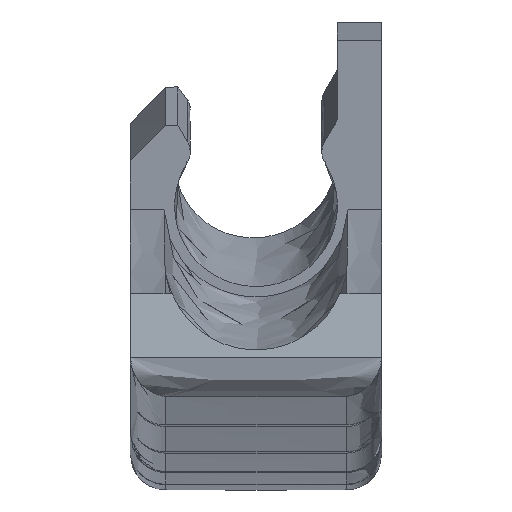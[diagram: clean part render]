
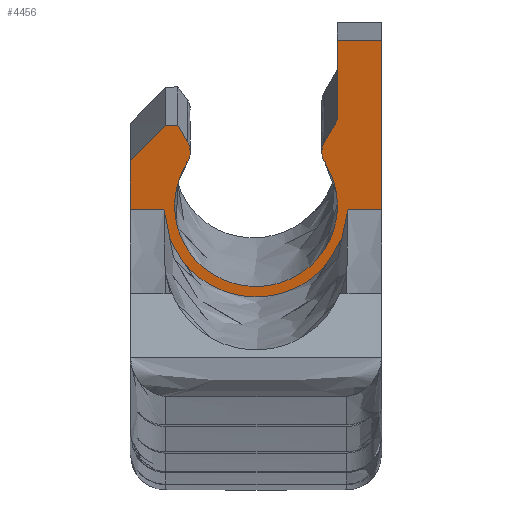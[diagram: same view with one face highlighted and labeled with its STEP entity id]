
A CAD part, top view. The second image highlights one B-rep face of the part: STEP entity #4456.
In plain terms, the highlighted free-form (B-spline) face has degree [1, 1] with [2, 2] control points.
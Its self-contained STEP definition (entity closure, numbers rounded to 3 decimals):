
#2812 = VERTEX_POINT('',#2813);
#2813 = CARTESIAN_POINT('',(-3.,72.517,
    -45.553));
#2901 = EDGE_CURVE('',#2812,#2902,#2904,.T.);
#2902 = VERTEX_POINT('',#2903);
#2903 = CARTESIAN_POINT('',(-4.4,72.517,
    -45.553));
#2904 = B_SPLINE_CURVE_WITH_KNOTS('',1,(#2905,#2906),.UNSPECIFIED.,.F.,
  .F.,(2,2),(-9.017,-7.808),.PIECEWISE_BEZIER_KNOTS.);
#2905 = CARTESIAN_POINT('',(-3.,72.517,
    -45.553));
#2906 = CARTESIAN_POINT('',(-4.4,72.517,
    -45.553));
#3208 = VERTEX_POINT('',#3209);
#3209 = CARTESIAN_POINT('',(-13.444,72.517,
    -45.553));
#3267 = VERTEX_POINT('',#3268);
#3268 = CARTESIAN_POINT('',(-12.043,72.517,
    -45.553));
#3275 = EDGE_CURVE('',#3267,#3208,#3276,.T.);
#3276 = B_SPLINE_CURVE_WITH_KNOTS('',1,(#3277,#3278),.UNSPECIFIED.,.F.,
  .F.,(2,2),(-1.209,0.),.PIECEWISE_BEZIER_KNOTS.);
#3277 = CARTESIAN_POINT('',(-12.043,72.517,
    -45.553));
#3278 = CARTESIAN_POINT('',(-13.444,72.517,
    -45.553));
#3544 = EDGE_CURVE('',#2902,#3267,#3545,.T.);
#3545 = ( BOUNDED_CURVE() B_SPLINE_CURVE(2,(#3546,#3547,#3548,#3549,
#3550),.UNSPECIFIED.,.F.,.F.) B_SPLINE_CURVE_WITH_KNOTS((3,2,3),(
    1.609,3.142,4.674),
.PIECEWISE_BEZIER_KNOTS.) CURVE() GEOMETRIC_REPRESENTATION_ITEM() 
RATIONAL_B_SPLINE_CURVE((1.,0.721,1.,0.721,1.)) 
REPRESENTATION_ITEM('') );
#3546 = CARTESIAN_POINT('',(-4.4,72.517,
    -45.553));
#3547 = CARTESIAN_POINT('',(-4.541,68.888,
    -46.149));
#3548 = CARTESIAN_POINT('',(-8.222,68.888,
    -46.149));
#3549 = CARTESIAN_POINT('',(-11.902,68.888,
    -46.149));
#3550 = CARTESIAN_POINT('',(-12.043,72.517,
    -45.553));
#4036 = EDGE_CURVE('',#4037,#4039,#4041,.T.);
#4037 = VERTEX_POINT('',#4038);
#4038 = CARTESIAN_POINT('',(-11.074,75.33,
    -45.09));
#4039 = VERTEX_POINT('',#4040);
#4040 = CARTESIAN_POINT('',(-11.09,74.433,
    -45.238));
#4041 = ( BOUNDED_CURVE() B_SPLINE_CURVE(2,(#4042,#4043,#4044),
.UNSPECIFIED.,.F.,.F.) B_SPLINE_CURVE_WITH_KNOTS((3,3),(4.189,
5.271),.PIECEWISE_BEZIER_KNOTS.) CURVE() 
GEOMETRIC_REPRESENTATION_ITEM() RATIONAL_B_SPLINE_CURVE((1.,
0.857,1.)) REPRESENTATION_ITEM('') );
#4042 = CARTESIAN_POINT('',(-11.074,75.33,
    -45.09));
#4043 = CARTESIAN_POINT('',(-10.808,74.877,
    -45.165));
#4044 = CARTESIAN_POINT('',(-11.09,74.433,
    -45.238));
#4138 = VERTEX_POINT('',#4139);
#4139 = CARTESIAN_POINT('',(-5.353,74.433,
    -45.238));
#4145 = EDGE_CURVE('',#4138,#4039,#4146,.T.);
#4146 = ( BOUNDED_CURVE() B_SPLINE_CURVE(2,(#4147,#4148,#4149,#4150,
#4151),.UNSPECIFIED.,.F.,.F.) B_SPLINE_CURVE_WITH_KNOTS((3,2,3),(
    1.012,3.142,5.271),
.PIECEWISE_BEZIER_KNOTS.) CURVE() GEOMETRIC_REPRESENTATION_ITEM() 
RATIONAL_B_SPLINE_CURVE((1.,0.485,1.,0.485,1.)) 
REPRESENTATION_ITEM('') );
#4147 = CARTESIAN_POINT('',(-5.353,74.433,
    -45.238));
#4148 = CARTESIAN_POINT('',(-2.114,69.323,
    -46.077));
#4149 = CARTESIAN_POINT('',(-8.222,69.323,
    -46.077));
#4150 = CARTESIAN_POINT('',(-14.33,69.323,
    -46.077));
#4151 = CARTESIAN_POINT('',(-11.09,74.433,
    -45.238));
#4173 = EDGE_CURVE('',#4138,#4174,#4176,.T.);
#4174 = VERTEX_POINT('',#4175);
#4175 = CARTESIAN_POINT('',(-5.37,75.33,
    -45.09));
#4176 = ( BOUNDED_CURVE() B_SPLINE_CURVE(2,(#4177,#4178,#4179),
.UNSPECIFIED.,.F.,.F.) B_SPLINE_CURVE_WITH_KNOTS((3,3),(1.012,
2.094),.PIECEWISE_BEZIER_KNOTS.) CURVE() 
GEOMETRIC_REPRESENTATION_ITEM() RATIONAL_B_SPLINE_CURVE((1.,
0.857,1.)) REPRESENTATION_ITEM('') );
#4177 = CARTESIAN_POINT('',(-5.353,74.433,
    -45.238));
#4178 = CARTESIAN_POINT('',(-5.635,74.877,
    -45.165));
#4179 = CARTESIAN_POINT('',(-5.37,75.33,
    -45.09));
#4264 = VERTEX_POINT('',#4265);
#4265 = CARTESIAN_POINT('',(-3.,79.339,
    -44.432));
#4271 = EDGE_CURVE('',#2812,#4264,#4272,.T.);
#4272 = B_SPLINE_CURVE_WITH_KNOTS('',1,(#4273,#4274),.UNSPECIFIED.,.F.,
  .F.,(2,2),(-5.969,0.),.PIECEWISE_BEZIER_KNOTS.);
#4273 = CARTESIAN_POINT('',(-3.,72.517,
    -45.553));
#4274 = CARTESIAN_POINT('',(-3.,79.339,
    -44.432));
#4289 = VERTEX_POINT('',#4290);
#4290 = CARTESIAN_POINT('',(-4.838,79.542,
    -44.398));
#4295 = EDGE_CURVE('',#4296,#4289,#4298,.T.);
#4296 = VERTEX_POINT('',#4297);
#4297 = CARTESIAN_POINT('',(-3.,79.542,
    -44.398));
#4298 = B_SPLINE_CURVE_WITH_KNOTS('',1,(#4299,#4300),.UNSPECIFIED.,.F.,
  .F.,(2,2),(-9.017,-7.43),.PIECEWISE_BEZIER_KNOTS.);
#4299 = CARTESIAN_POINT('',(-3.,79.542,
    -44.398));
#4300 = CARTESIAN_POINT('',(-4.838,79.542,
    -44.398));
#4338 = VERTEX_POINT('',#4339);
#4339 = CARTESIAN_POINT('',(-13.444,74.549,
    -45.219));
#4347 = VERTEX_POINT('',#4348);
#4348 = CARTESIAN_POINT('',(-11.973,76.001,
    -44.98));
#4354 = EDGE_CURVE('',#4338,#4347,#4355,.T.);
#4355 = B_SPLINE_CURVE_WITH_KNOTS('',1,(#4356,#4357),.UNSPECIFIED.,.F.,
  .F.,(2,2),(-0.898,0.898),.PIECEWISE_BEZIER_KNOTS.);
#4356 = CARTESIAN_POINT('',(-13.444,74.549,
    -45.219));
#4357 = CARTESIAN_POINT('',(-11.973,76.001,
    -44.98));
#4387 = EDGE_CURVE('',#4338,#3208,#4388,.T.);
#4388 = B_SPLINE_CURVE_WITH_KNOTS('',1,(#4389,#4390),.UNSPECIFIED.,.F.,
  .F.,(2,2),(-7.493,-5.715),.PIECEWISE_BEZIER_KNOTS.);
#4389 = CARTESIAN_POINT('',(-13.444,74.549,
    -45.219));
#4390 = CARTESIAN_POINT('',(-13.444,72.517,
    -45.553));
#4403 = EDGE_CURVE('',#4264,#4296,#4404,.T.);
#4404 = B_SPLINE_CURVE_WITH_KNOTS('',1,(#4405,#4406),.UNSPECIFIED.,.F.,
  .F.,(2,2),(-0.178,0.),.PIECEWISE_BEZIER_KNOTS.);
#4405 = CARTESIAN_POINT('',(-3.,79.339,
    -44.432));
#4406 = CARTESIAN_POINT('',(-3.,79.542,
    -44.398));
#4417 = EDGE_CURVE('',#4037,#4418,#4420,.T.);
#4418 = VERTEX_POINT('',#4419);
#4419 = CARTESIAN_POINT('',(-11.466,76.001,
    -44.98));
#4420 = B_SPLINE_CURVE_WITH_KNOTS('',1,(#4421,#4422),.UNSPECIFIED.,.F.,
  .F.,(2,2),(0.496,1.173),.PIECEWISE_BEZIER_KNOTS.);
#4421 = CARTESIAN_POINT('',(-11.074,75.33,
    -45.09));
#4422 = CARTESIAN_POINT('',(-11.466,76.001,
    -44.98));
#4444 = EDGE_CURVE('',#4418,#4347,#4445,.T.);
#4445 = B_SPLINE_CURVE_WITH_KNOTS('',1,(#4446,#4447),.UNSPECIFIED.,.F.,
  .F.,(2,2),(2.801,3.239),.PIECEWISE_BEZIER_KNOTS.);
#4446 = CARTESIAN_POINT('',(-11.466,76.001,
    -44.98));
#4447 = CARTESIAN_POINT('',(-11.973,76.001,
    -44.98));
#4456 = ADVANCED_FACE('',(#4457),#4484,.F.);
#4457 = FACE_BOUND('',#4458,.T.);
#4458 = EDGE_LOOP('',(#4459,#4460,#4461,#4468,#4473,#4474,#4475,#4476,
    #4477,#4478,#4479,#4480,#4481,#4482,#4483));
#4459 = ORIENTED_EDGE('',*,*,#4403,.T.);
#4460 = ORIENTED_EDGE('',*,*,#4295,.T.);
#4461 = ORIENTED_EDGE('',*,*,#4462,.T.);
#4462 = EDGE_CURVE('',#4289,#4463,#4465,.T.);
#4463 = VERTEX_POINT('',#4464);
#4464 = CARTESIAN_POINT('',(-4.838,76.238,
    -44.941));
#4465 = B_SPLINE_CURVE_WITH_KNOTS('',1,(#4466,#4467),.UNSPECIFIED.,.F.,
  .F.,(2,2),(-0.178,2.713),.PIECEWISE_BEZIER_KNOTS.);
#4466 = CARTESIAN_POINT('',(-4.838,79.542,
    -44.398));
#4467 = CARTESIAN_POINT('',(-4.838,76.238,
    -44.941));
#4468 = ORIENTED_EDGE('',*,*,#4469,.T.);
#4469 = EDGE_CURVE('',#4463,#4174,#4470,.T.);
#4470 = B_SPLINE_CURVE_WITH_KNOTS('',1,(#4471,#4472),.UNSPECIFIED.,.F.,
  .F.,(2,2),(3.133,4.05),.PIECEWISE_BEZIER_KNOTS.);
#4471 = CARTESIAN_POINT('',(-4.838,76.238,
    -44.941));
#4472 = CARTESIAN_POINT('',(-5.37,75.33,
    -45.09));
#4473 = ORIENTED_EDGE('',*,*,#4173,.F.);
#4474 = ORIENTED_EDGE('',*,*,#4145,.T.);
#4475 = ORIENTED_EDGE('',*,*,#4036,.F.);
#4476 = ORIENTED_EDGE('',*,*,#4417,.T.);
#4477 = ORIENTED_EDGE('',*,*,#4444,.T.);
#4478 = ORIENTED_EDGE('',*,*,#4354,.F.);
#4479 = ORIENTED_EDGE('',*,*,#4387,.T.);
#4480 = ORIENTED_EDGE('',*,*,#3275,.F.);
#4481 = ORIENTED_EDGE('',*,*,#3544,.F.);
#4482 = ORIENTED_EDGE('',*,*,#2901,.F.);
#4483 = ORIENTED_EDGE('',*,*,#4271,.T.);
#4484 = B_SPLINE_SURFACE_WITH_KNOTS('',1,1,(
    (#4485,#4486)
    ,(#4487,#4488
    )),.UNSPECIFIED.,.F.,.F.,.F.,(2,2),(2,2),(-3.391,5.931),(-4.509,
    4.509),.PIECEWISE_BEZIER_KNOTS.);
#4485 = CARTESIAN_POINT('',(-13.444,68.888,
    -46.149));
#4486 = CARTESIAN_POINT('',(-3.,68.888,
    -46.149));
#4487 = CARTESIAN_POINT('',(-13.444,79.542,
    -44.398));
#4488 = CARTESIAN_POINT('',(-3.,79.542,
    -44.398));
